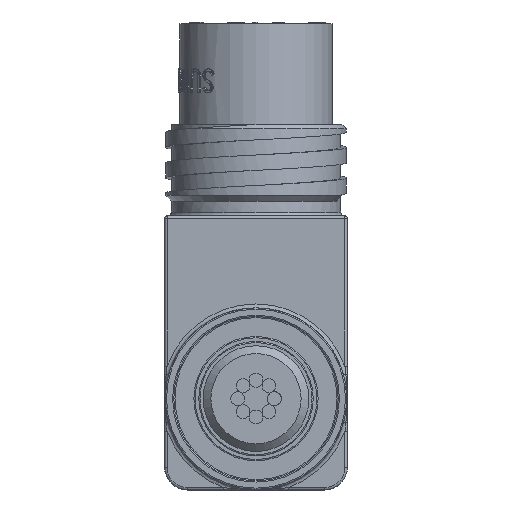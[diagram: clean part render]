
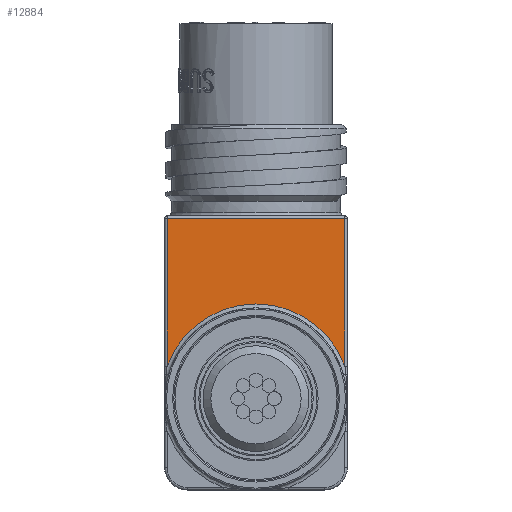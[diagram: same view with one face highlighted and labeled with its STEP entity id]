
A CAD part, front view. The second image highlights one B-rep face of the part: STEP entity #12884.
In plain terms, the highlighted planar face has unit normal (0, -1, 0).
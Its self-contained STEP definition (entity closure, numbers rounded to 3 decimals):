
#634=PLANE('',#14198);
#1937=FACE_OUTER_BOUND('',#2655,.T.);
#2655=EDGE_LOOP('',(#11727,#11728,#11729,#11730));
#3416=CIRCLE('',#14199,9.868);
#4523=LINE('',#32835,#5216);
#4524=LINE('',#32837,#5217);
#4525=LINE('',#32840,#5218);
#5216=VECTOR('',#17460,1000.);
#5217=VECTOR('',#17461,1000.);
#5218=VECTOR('',#17464,1000.);
#6418=VERTEX_POINT('',#32833);
#6419=VERTEX_POINT('',#32834);
#6420=VERTEX_POINT('',#32836);
#6421=VERTEX_POINT('',#32838);
#8224=EDGE_CURVE('',#6418,#6419,#4523,.T.);
#8225=EDGE_CURVE('',#6419,#6420,#4524,.T.);
#8226=EDGE_CURVE('',#6420,#6421,#3416,.T.);
#8227=EDGE_CURVE('',#6421,#6418,#4525,.T.);
#11727=ORIENTED_EDGE('',*,*,#8224,.T.);
#11728=ORIENTED_EDGE('',*,*,#8225,.T.);
#11729=ORIENTED_EDGE('',*,*,#8226,.T.);
#11730=ORIENTED_EDGE('',*,*,#8227,.T.);
#12884=ADVANCED_FACE('',(#1937),#634,.F.);
#14198=AXIS2_PLACEMENT_3D('',#32832,#17458,#17459);
#14199=AXIS2_PLACEMENT_3D('',#32839,#17462,#17463);
#17458=DIRECTION('center_axis',(0.,1.,0.));
#17459=DIRECTION('ref_axis',(1.,0.,0.));
#17460=DIRECTION('',(-1.,0.,0.));
#17461=DIRECTION('',(0.,0.,-1.));
#17462=DIRECTION('center_axis',(0.,1.,0.));
#17463=DIRECTION('ref_axis',(1.,0.,0.));
#17464=DIRECTION('',(0.,0.,1.));
#32832=CARTESIAN_POINT('Origin',(19.05,-19.05,0.));
#32833=CARTESIAN_POINT('',(18.796,-19.05,-9.779));
#32834=CARTESIAN_POINT('',(0.254,-19.05,-9.779));
#32835=CARTESIAN_POINT('',(0.,-19.05,-9.779));
#32836=CARTESIAN_POINT('',(0.254,-19.05,-25.195));
#32837=CARTESIAN_POINT('',(0.254,-19.05,-25.996));
#32838=CARTESIAN_POINT('',(18.796,-19.05,-25.195));
#32839=CARTESIAN_POINT('Origin',(9.525,-19.05,-28.575));
#32840=CARTESIAN_POINT('',(18.796,-19.05,0.));
